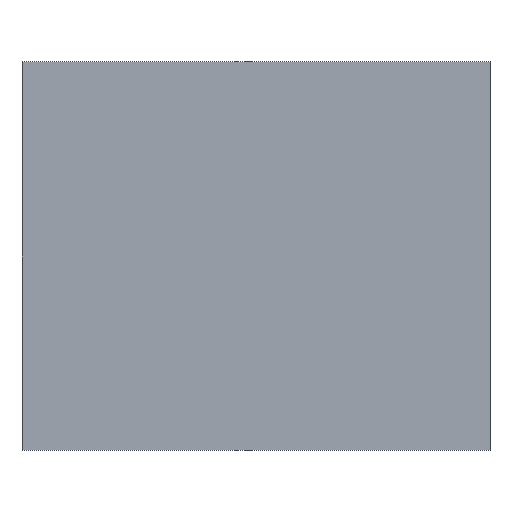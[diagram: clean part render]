
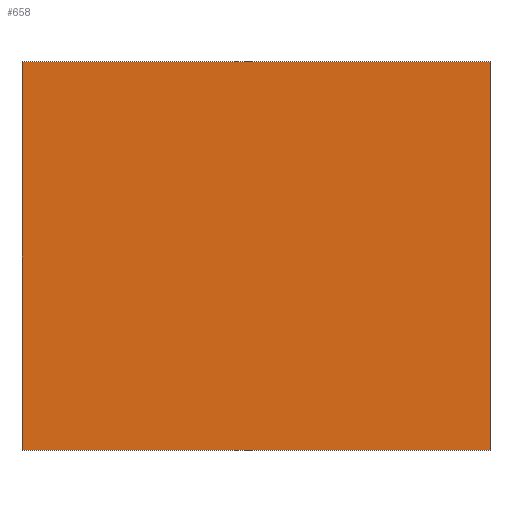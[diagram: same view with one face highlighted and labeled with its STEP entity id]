
A CAD part, left-side view. The second image highlights one B-rep face of the part: STEP entity #658.
In plain terms, the highlighted planar face has unit normal (-1, 0, 0).
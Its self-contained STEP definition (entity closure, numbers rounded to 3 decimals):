
#12 = DIRECTION ( 'NONE',  ( 0., 0., 1. ) ) ;
#93 = ORIENTED_EDGE ( 'NONE', *, *, #663, .T. ) ;
#120 = CARTESIAN_POINT ( 'NONE',  ( 12.28, 13., -20.914 ) ) ;
#165 = LINE ( 'NONE', #120, #845 ) ;
#177 = VECTOR ( 'NONE', #12, 1000. ) ;
#219 = CARTESIAN_POINT ( 'NONE',  ( 12.28, 13., -20.914 ) ) ;
#293 = LINE ( 'NONE', #1037, #920 ) ;
#294 = CARTESIAN_POINT ( 'NONE',  ( 12.28, -14., -54.914 ) ) ;
#323 = VERTEX_POINT ( 'NONE', #715 ) ;
#326 = DIRECTION ( 'NONE',  ( 0., -1., 0. ) ) ;
#393 = CARTESIAN_POINT ( 'NONE',  ( 12.28, -14., -20.914 ) ) ;
#462 = LINE ( 'NONE', #649, #514 ) ;
#464 = EDGE_LOOP ( 'NONE', ( #853, #721, #93, #720 ) ) ;
#514 = VECTOR ( 'NONE', #996, 1000. ) ;
#529 = VERTEX_POINT ( 'NONE', #393 ) ;
#557 = VERTEX_POINT ( 'NONE', #294 ) ;
#649 = CARTESIAN_POINT ( 'NONE',  ( 12.28, -14., -20.914 ) ) ;
#658 = ADVANCED_FACE ( 'NONE', ( #1155 ), #958, .F. ) ;
#663 = EDGE_CURVE ( 'NONE', #323, #557, #293, .T. ) ;
#695 = VERTEX_POINT ( 'NONE', #1043 ) ;
#715 = CARTESIAN_POINT ( 'NONE',  ( 12.28, 27., -54.914 ) ) ;
#720 = ORIENTED_EDGE ( 'NONE', *, *, #911, .F. ) ;
#721 = ORIENTED_EDGE ( 'NONE', *, *, #997, .F. ) ;
#767 = AXIS2_PLACEMENT_3D ( 'NONE', #219, #1124, #869 ) ;
#845 = VECTOR ( 'NONE', #888, 1000. ) ;
#853 = ORIENTED_EDGE ( 'NONE', *, *, #1078, .F. ) ;
#869 = DIRECTION ( 'NONE',  ( 0., 0., -1. ) ) ;
#888 = DIRECTION ( 'NONE',  ( 0., -1., 0. ) ) ;
#911 = EDGE_CURVE ( 'NONE', #529, #557, #462, .T. ) ;
#920 = VECTOR ( 'NONE', #326, 1000. ) ;
#958 = PLANE ( 'NONE',  #767 ) ;
#966 = LINE ( 'NONE', #1100, #177 ) ;
#996 = DIRECTION ( 'NONE',  ( 0., 0., -1. ) ) ;
#997 = EDGE_CURVE ( 'NONE', #323, #695, #966, .T. ) ;
#1037 = CARTESIAN_POINT ( 'NONE',  ( 12.28, 13., -54.914 ) ) ;
#1043 = CARTESIAN_POINT ( 'NONE',  ( 12.28, 27., -20.914 ) ) ;
#1078 = EDGE_CURVE ( 'NONE', #695, #529, #165, .T. ) ;
#1100 = CARTESIAN_POINT ( 'NONE',  ( 12.28, 27., -54.914 ) ) ;
#1124 = DIRECTION ( 'NONE',  ( 1., 0., 0. ) ) ;
#1155 = FACE_OUTER_BOUND ( 'NONE', #464, .T. ) ;
